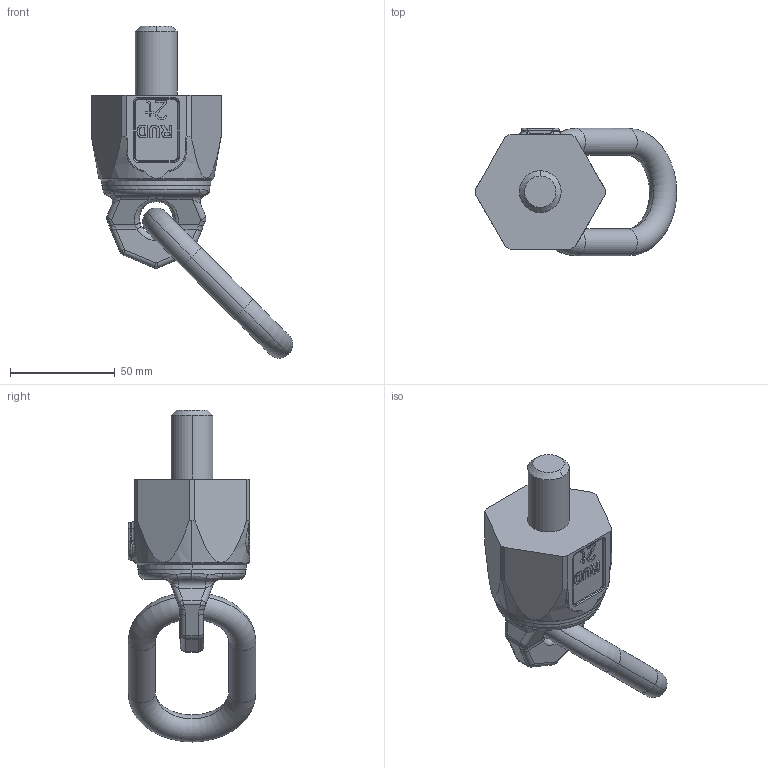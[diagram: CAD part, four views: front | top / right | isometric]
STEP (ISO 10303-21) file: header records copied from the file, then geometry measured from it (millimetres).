
FILE_DESCRIPTION((''),'2;1');
FILE_NAME('001-M31711-P-10_ASM','2018-05-09T',('Anja.Joas'),(''),'PRO/ENGINEER BY PARAMETRIC TECHNOLOGY CORPORATION, 2011490','PRO/ENGINEER BY PARAMETRIC TECHNOLOGY CORPORATION, 2011490','');
FILE_SCHEMA(('CONFIG_CONTROL_DESIGN'));
Length unit declared in the file: millimetre
Products named in the file (5): 001-M31524-P-40_AF0; 001-M31527-P-3; 001-M31524-P-70; 001-M31711-P-3; 001-M31711-P-10_ASM
Assembly tree (4 placements, depth 2):
  001-M31711-P-10_ASM
    001-M31524-P-40_AF0
    001-M31527-P-3
    001-M31524-P-70
    001-M31711-P-3
Bounding box: 96.19 x 61 x 158.67 mm (x, y, z)
Volume: 173528 mm3; surface area: 36139.6 mm2
Topology: 4 solids, 4 shells, 789 faces, 2161 edges, 1405 vertices
Faces by surface type: plane 614, cylinder 86, bspline 46, torus 34, cone 6, sphere 2, extrusion 1
Entity records: 26641 total; most frequent: CARTESIAN_POINT 6741, ORIENTED_EDGE 4322, DIRECTION 3778, EDGE_CURVE 2161, VECTOR 1804, LINE 1803, VERTEX_POINT 1405, AXIS2_PLACEMENT_3D 987
